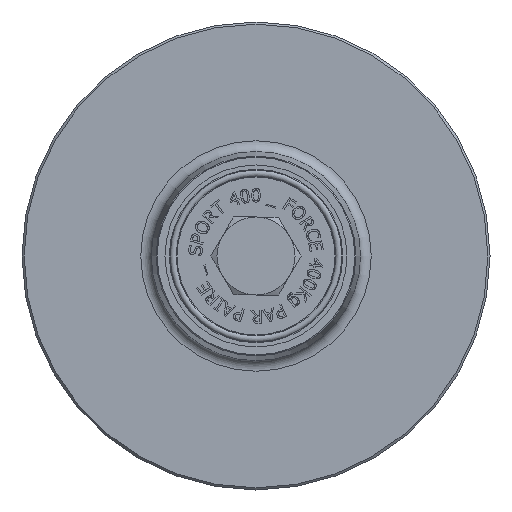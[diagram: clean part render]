
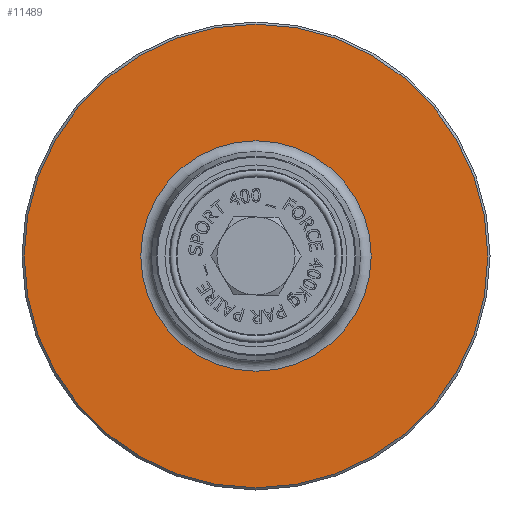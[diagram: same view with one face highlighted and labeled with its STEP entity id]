
A CAD part, front view. The second image highlights one B-rep face of the part: STEP entity #11489.
In plain terms, the highlighted planar face has unit normal (0, -1, 0).
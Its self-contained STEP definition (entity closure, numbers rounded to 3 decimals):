
#697=FACE_BOUND('',#1885,.T.);
#772=PLANE('',#12426);
#1224=FACE_OUTER_BOUND('',#1884,.T.);
#1884=EDGE_LOOP('',(#8018));
#1885=EDGE_LOOP('',(#8019));
#4820=CIRCLE('',#12425,53.5);
#4821=CIRCLE('',#12427,26.582);
#5084=VERTEX_POINT('',#15888);
#5085=VERTEX_POINT('',#15892);
#6244=EDGE_CURVE('',#5084,#5084,#4820,.T.);
#6245=EDGE_CURVE('',#5085,#5085,#4821,.T.);
#8018=ORIENTED_EDGE('',*,*,#6244,.F.);
#8019=ORIENTED_EDGE('',*,*,#6245,.F.);
#11489=ADVANCED_FACE('',(#1224,#697),#772,.T.);
#12425=AXIS2_PLACEMENT_3D('',#15890,#13254,#13255);
#12426=AXIS2_PLACEMENT_3D('',#15891,#13256,#13257);
#12427=AXIS2_PLACEMENT_3D('',#15893,#13258,#13259);
#13254=DIRECTION('center_axis',(0.,1.,0.));
#13255=DIRECTION('ref_axis',(0.,0.,-1.));
#13256=DIRECTION('center_axis',(0.,-1.,0.));
#13257=DIRECTION('ref_axis',(0.,0.,-1.));
#13258=DIRECTION('center_axis',(0.,-1.,0.));
#13259=DIRECTION('ref_axis',(0.,0.,-1.));
#15888=CARTESIAN_POINT('',(0.,-12.5,53.5));
#15890=CARTESIAN_POINT('Origin',(0.,-12.5,0.));
#15891=CARTESIAN_POINT('Origin',(0.,-12.5,54.));
#15892=CARTESIAN_POINT('',(0.,-12.5,-26.582));
#15893=CARTESIAN_POINT('Origin',(0.,-12.5,0.));
